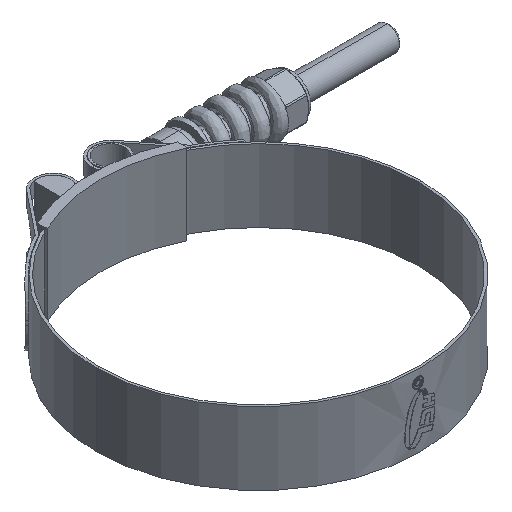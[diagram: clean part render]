
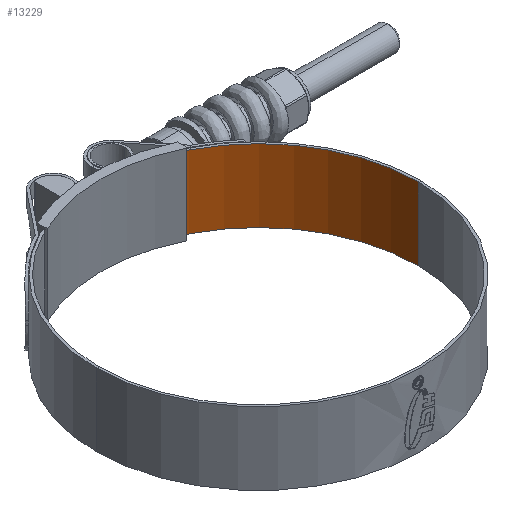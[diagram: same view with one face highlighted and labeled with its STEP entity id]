
A CAD part, isometric view. The second image highlights one B-rep face of the part: STEP entity #13229.
In plain terms, the highlighted cylindrical face has radius 42.05 mm (diameter 84.1 mm), a partial arc.
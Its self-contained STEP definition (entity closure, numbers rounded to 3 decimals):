
#65 = ORIENTED_EDGE ( 'NONE', *, *, #9755, .T. ) ;
#325 = DIRECTION ( 'NONE',  ( 0., 0., -1. ) ) ;
#385 = CARTESIAN_POINT ( 'NONE',  ( 0., 0., 9.55 ) ) ;
#1145 = CIRCLE ( 'NONE', #1435, 42.05 ) ;
#1201 = CARTESIAN_POINT ( 'NONE',  ( 6.703, 41.512, 9.55 ) ) ;
#1403 = VERTEX_POINT ( 'NONE', #16651 ) ;
#1435 = AXIS2_PLACEMENT_3D ( 'NONE', #14608, #325, #8194 ) ;
#1823 = VERTEX_POINT ( 'NONE', #9597 ) ;
#2357 = EDGE_CURVE ( 'NONE', #6908, #1823, #1145, .T. ) ;
#2659 = CARTESIAN_POINT ( 'NONE',  ( 42.05, 0., 9.55 ) ) ;
#3760 = CARTESIAN_POINT ( 'NONE',  ( 6.703, 41.512, -9.55 ) ) ;
#4127 = CIRCLE ( 'NONE', #4943, 42.05 ) ;
#4636 = ORIENTED_EDGE ( 'NONE', *, *, #15156, .T. ) ;
#4943 = AXIS2_PLACEMENT_3D ( 'NONE', #9305, #9066, #6513 ) ;
#5706 = CYLINDRICAL_SURFACE ( 'NONE', #5718, 42.05 ) ;
#5718 = AXIS2_PLACEMENT_3D ( 'NONE', #385, #12127, #8319 ) ;
#5925 = ORIENTED_EDGE ( 'NONE', *, *, #13390, .F. ) ;
#6031 = ORIENTED_EDGE ( 'NONE', *, *, #2357, .F. ) ;
#6367 = DIRECTION ( 'NONE',  ( 0., 0., -1. ) ) ;
#6513 = DIRECTION ( 'NONE',  ( -1., 0., 0. ) ) ;
#6908 = VERTEX_POINT ( 'NONE', #12545 ) ;
#7101 = VECTOR ( 'NONE', #6367, 1000. ) ;
#8194 = DIRECTION ( 'NONE',  ( -1., 0., 0. ) ) ;
#8319 = DIRECTION ( 'NONE',  ( -1., 0., 0. ) ) ;
#9066 = DIRECTION ( 'NONE',  ( 0., 0., -1. ) ) ;
#9305 = CARTESIAN_POINT ( 'NONE',  ( 0., 0., -9.55 ) ) ;
#9597 = CARTESIAN_POINT ( 'NONE',  ( 42.05, 0., 9.55 ) ) ;
#9755 = EDGE_CURVE ( 'NONE', #6908, #15435, #12459, .T. ) ;
#10173 = DIRECTION ( 'NONE',  ( 0., 0., -1. ) ) ;
#10206 = EDGE_LOOP ( 'NONE', ( #5925, #6031, #65, #4636 ) ) ;
#12127 = DIRECTION ( 'NONE',  ( 0., 0., -1. ) ) ;
#12459 = LINE ( 'NONE', #1201, #7101 ) ;
#12545 = CARTESIAN_POINT ( 'NONE',  ( 6.703, 41.512, 9.55 ) ) ;
#13229 = ADVANCED_FACE ( 'NONE', ( #15771 ), #5706, .F. ) ;
#13390 = EDGE_CURVE ( 'NONE', #1823, #1403, #14309, .T. ) ;
#14309 = LINE ( 'NONE', #2659, #14617 ) ;
#14608 = CARTESIAN_POINT ( 'NONE',  ( 0., 0., 9.55 ) ) ;
#14617 = VECTOR ( 'NONE', #10173, 1000. ) ;
#15156 = EDGE_CURVE ( 'NONE', #15435, #1403, #4127, .T. ) ;
#15435 = VERTEX_POINT ( 'NONE', #3760 ) ;
#15771 = FACE_OUTER_BOUND ( 'NONE', #10206, .T. ) ;
#16651 = CARTESIAN_POINT ( 'NONE',  ( 42.05, 0., -9.55 ) ) ;
